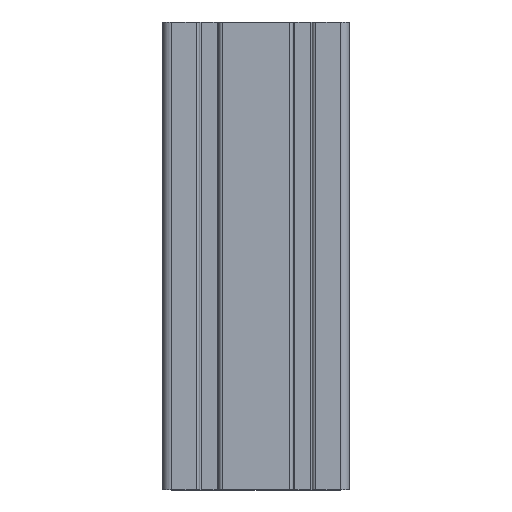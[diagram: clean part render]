
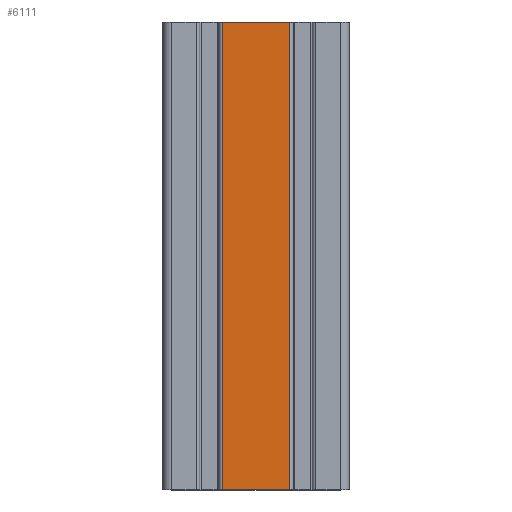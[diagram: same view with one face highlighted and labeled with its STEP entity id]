
A CAD part, top view. The second image highlights one B-rep face of the part: STEP entity #6111.
In plain terms, the highlighted planar face has unit normal (0, 0, 1).
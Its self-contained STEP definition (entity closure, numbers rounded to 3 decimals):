
#619=FACE_OUTER_BOUND('',#937,.T.);
#937=EDGE_LOOP('',(#4295,#4296,#4297,#4298));
#1360=LINE('',#9398,#1968);
#1361=LINE('',#9400,#1969);
#1362=LINE('',#9402,#1970);
#1363=LINE('',#9403,#1971);
#1968=VECTOR('',#7468,28.8);
#1969=VECTOR('',#7469,200.);
#1970=VECTOR('',#7470,28.8);
#1971=VECTOR('',#7471,200.);
#2585=VERTEX_POINT('',#9396);
#2586=VERTEX_POINT('',#9397);
#2587=VERTEX_POINT('',#9399);
#2588=VERTEX_POINT('',#9401);
#3284=EDGE_CURVE('',#2585,#2586,#1360,.T.);
#3285=EDGE_CURVE('',#2586,#2587,#1361,.T.);
#3286=EDGE_CURVE('',#2588,#2587,#1362,.T.);
#3287=EDGE_CURVE('',#2585,#2588,#1363,.T.);
#4295=ORIENTED_EDGE('',*,*,#3284,.T.);
#4296=ORIENTED_EDGE('',*,*,#3285,.T.);
#4297=ORIENTED_EDGE('',*,*,#3286,.F.);
#4298=ORIENTED_EDGE('',*,*,#3287,.F.);
#5923=PLANE('',#6507);
#6111=ADVANCED_FACE('',(#619),#5923,.T.);
#6507=AXIS2_PLACEMENT_3D('',#9395,#7466,#7467);
#7466=DIRECTION('center_axis',(0.,0.,1.));
#7467=DIRECTION('ref_axis',(1.,0.,0.));
#7468=DIRECTION('',(-1.,0.,0.));
#7469=DIRECTION('',(0.,-1.,0.));
#7470=DIRECTION('',(-1.,0.,0.));
#7471=DIRECTION('',(0.,-1.,0.));
#9395=CARTESIAN_POINT('Origin',(-14.4,0.,40.));
#9396=CARTESIAN_POINT('',(14.4,200.,40.));
#9397=CARTESIAN_POINT('',(-14.4,200.,40.));
#9398=CARTESIAN_POINT('',(-7.2,200.,40.));
#9399=CARTESIAN_POINT('',(-14.4,0.,40.));
#9400=CARTESIAN_POINT('',(-14.4,0.,40.));
#9401=CARTESIAN_POINT('',(14.4,0.,40.));
#9402=CARTESIAN_POINT('',(-7.2,0.,40.));
#9403=CARTESIAN_POINT('',(14.4,0.,40.));
